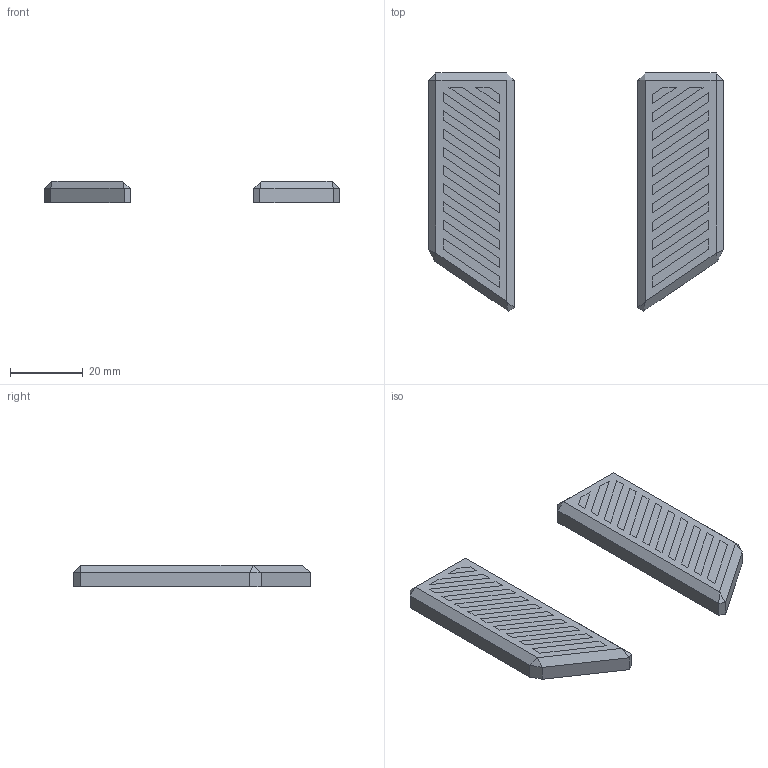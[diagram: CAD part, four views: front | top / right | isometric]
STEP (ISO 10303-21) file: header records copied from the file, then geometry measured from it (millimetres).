
FILE_DESCRIPTION(/* description */ ('KiCad electronic assembly'),/* implementation_level */ '2;1');
FILE_NAME(/* name */ 'both controller case parts step.step',/* time_stamp */ '2025-09-28T15:38:25+02:00',/* author */ (''),/* organization */ (''),/* preprocessor_version */ 'ST-DEVELOPER v20.1',/* originating_system */ 'Autodesk Translation Framework v14.17.0.0',/* authorisation */ '');
FILE_SCHEMA (('AUTOMOTIVE_DESIGN { 1 0 10303 214 3 1 1 }'));
Length unit declared in the file: millimetre
Products named in the file (3): 3x6-plate-top-cherrymx 1; Mcu cover; Mcu cover_1
Assembly tree (2 placements, depth 2):
  3x6-plate-top-cherrymx 1
    Mcu cover
    Mcu cover_1
Bounding box: 80.95 x 65.37 x 6 mm (x, y, z)
Volume: 8599.5 mm3; surface area: 11463.9 mm2
Topology: 24 solids, 24 shells, 310 faces, 680 edges, 444 vertices
Faces by surface type: plane 302, cylinder 8
Full cylindrical faces by diameter (mm): 3.1 x4
Entity records: 8389 total; most frequent: CARTESIAN_POINT 1439, ORIENTED_EDGE 1360, DIRECTION 1326, EDGE_CURVE 680, LINE 664, VECTOR 664, VERTEX_POINT 444, EDGE_LOOP 336
